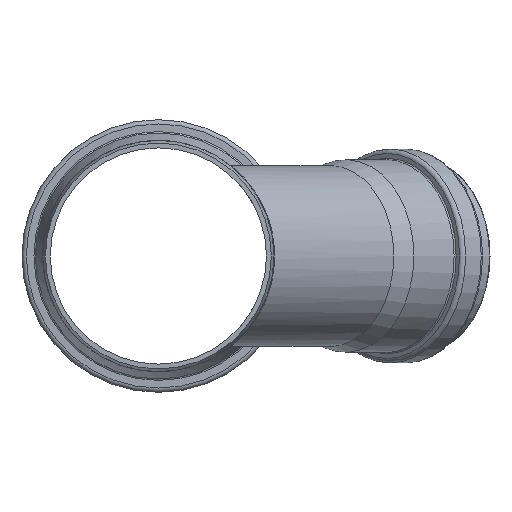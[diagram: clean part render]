
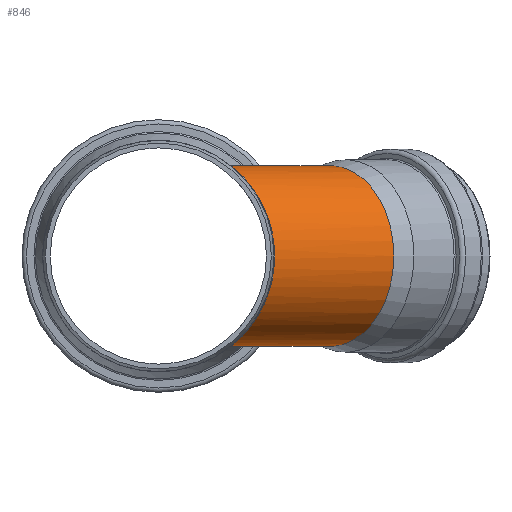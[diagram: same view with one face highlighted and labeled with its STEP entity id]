
A CAD part, front view. The second image highlights one B-rep face of the part: STEP entity #846.
In plain terms, the highlighted cylindrical face has radius 62.55 mm (diameter 125.1 mm), a partial arc.
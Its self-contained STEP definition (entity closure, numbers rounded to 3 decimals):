
#142=CIRCLE('',#920,62.55);
#213=CYLINDRICAL_SURFACE('',#926,62.55);
#237=FACE_OUTER_BOUND('',#316,.T.);
#316=EDGE_LOOP('',(#697,#698));
#470=B_SPLINE_CURVE_WITH_KNOTS('',3,(#1889,#1890,#1891,#1892,#1893,#1894,
#1895,#1896,#1897,#1898,#1899,#1900,#1901,#1902,#1903,#1904,#1905,#1906,
#1907,#1908,#1909,#1910,#1911,#1912,#1913,#1914,#1915,#1916,#1917,#1918,
#1919,#1920,#1921,#1922),.UNSPECIFIED.,.F.,.F.,(4,1,1,1,1,1,1,1,1,1,1,1,
1,1,1,1,1,1,1,1,1,1,1,1,1,1,1,1,1,1,1,4),(1.129,1.427,
2.261,3.931,5.6,7.269,8.938,
10.607,12.276,13.945,15.058,16.171,
17.284,18.396,20.622,22.847,25.073,
27.298,29.524,30.637,31.749,32.862,
33.975,35.088,36.2,38.426,40.651,
42.32,43.99,45.659,46.493,46.791),
 .UNSPECIFIED.);
#488=VERTEX_POINT('',#1668);
#489=VERTEX_POINT('',#1675);
#577=EDGE_CURVE('',#489,#488,#142,.T.);
#579=EDGE_CURVE('',#489,#488,#470,.T.);
#697=ORIENTED_EDGE('',*,*,#579,.F.);
#698=ORIENTED_EDGE('',*,*,#577,.T.);
#846=ADVANCED_FACE('',(#237),#213,.T.);
#920=AXIS2_PLACEMENT_3D('',#1676,#1069,#1070);
#926=AXIS2_PLACEMENT_3D('',#2042,#1081,#1082);
#1069=DIRECTION('center_axis',(-0.707,-0.707,0.));
#1070=DIRECTION('ref_axis',(0.707,-0.707,0.));
#1081=DIRECTION('center_axis',(-0.707,-0.707,0.));
#1082=DIRECTION('ref_axis',(0.707,-0.707,0.));
#1668=CARTESIAN_POINT('',(78.308,274.23,25.264));
#1675=CARTESIAN_POINT('',(78.308,274.23,-25.264));
#1676=CARTESIAN_POINT('Origin',(118.769,233.769,0.));
#1889=CARTESIAN_POINT('Ctrl Pts',(78.308,274.231,-25.265));
#1890=CARTESIAN_POINT('Ctrl Pts',(78.07,273.568,-25.945));
#1891=CARTESIAN_POINT('Ctrl Pts',(77.145,270.987,-28.471));
#1892=CARTESIAN_POINT('Ctrl Pts',(74.711,264.141,-34.163));
#1893=CARTESIAN_POINT('Ctrl Pts',(70.804,252.891,-41.166));
#1894=CARTESIAN_POINT('Ctrl Pts',(66.023,238.482,-47.856));
#1895=CARTESIAN_POINT('Ctrl Pts',(61.382,223.506,-53.184));
#1896=CARTESIAN_POINT('Ctrl Pts',(57.076,208.067,-57.373));
#1897=CARTESIAN_POINT('Ctrl Pts',(53.388,192.194,-60.485));
#1898=CARTESIAN_POINT('Ctrl Pts',(50.776,175.949,-62.421));
#1899=CARTESIAN_POINT('Ctrl Pts',(50.143,161.218,-62.771));
#1900=CARTESIAN_POINT('Ctrl Pts',(51.681,148.525,-61.451));
#1901=CARTESIAN_POINT('Ctrl Pts',(54.757,138.311,-58.761));
#1902=CARTESIAN_POINT('Ctrl Pts',(59.324,129.423,-54.247));
#1903=CARTESIAN_POINT('Ctrl Pts',(66.373,119.761,-45.904));
#1904=CARTESIAN_POINT('Ctrl Pts',(74.86,111.574,-31.767));
#1905=CARTESIAN_POINT('Ctrl Pts',(80.731,106.833,-11.037));
#1906=CARTESIAN_POINT('Ctrl Pts',(80.73,106.833,11.037));
#1907=CARTESIAN_POINT('Ctrl Pts',(74.862,111.574,31.767));
#1908=CARTESIAN_POINT('Ctrl Pts',(66.375,119.761,45.904));
#1909=CARTESIAN_POINT('Ctrl Pts',(59.323,129.423,54.248));
#1910=CARTESIAN_POINT('Ctrl Pts',(54.758,138.309,58.762));
#1911=CARTESIAN_POINT('Ctrl Pts',(51.68,148.527,61.451));
#1912=CARTESIAN_POINT('Ctrl Pts',(50.363,159.401,62.584));
#1913=CARTESIAN_POINT('Ctrl Pts',(50.479,170.427,62.595));
#1914=CARTESIAN_POINT('Ctrl Pts',(52.019,185.018,61.525));
#1915=CARTESIAN_POINT('Ctrl Pts',(55.671,202.875,58.667));
#1916=CARTESIAN_POINT('Ctrl Pts',(60.866,221.843,53.776));
#1917=CARTESIAN_POINT('Ctrl Pts',(66.023,238.481,47.856));
#1918=CARTESIAN_POINT('Ctrl Pts',(70.804,252.891,41.166));
#1919=CARTESIAN_POINT('Ctrl Pts',(74.712,264.141,34.163));
#1920=CARTESIAN_POINT('Ctrl Pts',(77.145,270.987,28.471));
#1921=CARTESIAN_POINT('Ctrl Pts',(78.07,273.568,25.945));
#1922=CARTESIAN_POINT('Ctrl Pts',(78.308,274.231,25.265));
#2042=CARTESIAN_POINT('Origin',(59.385,174.385,0.));
